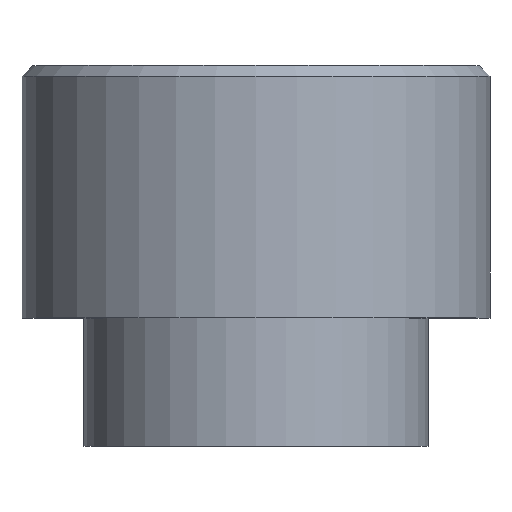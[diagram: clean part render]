
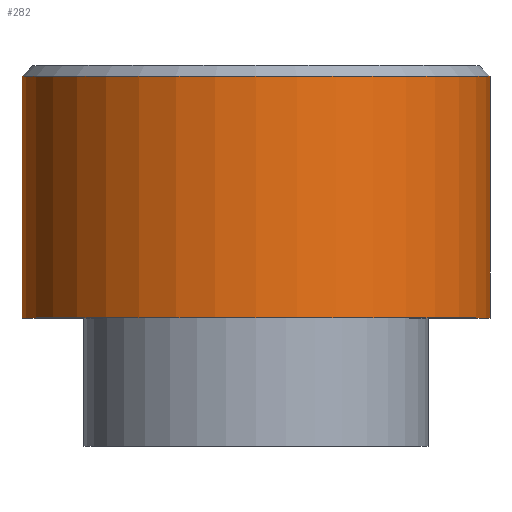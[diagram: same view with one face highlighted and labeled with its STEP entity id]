
A CAD part, top view. The second image highlights one B-rep face of the part: STEP entity #282.
In plain terms, the highlighted cylindrical face has radius 2.781 mm (diameter 5.563 mm), a partial arc.
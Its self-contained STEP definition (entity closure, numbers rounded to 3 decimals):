
#2 = DIRECTION ( 'NONE',  ( -1., 0., 0. ) ) ;
#7 = DIRECTION ( 'NONE',  ( 0., -1., 0. ) ) ;
#21 = CARTESIAN_POINT ( 'NONE',  ( 0., 4.397, 0. ) ) ;
#30 = CARTESIAN_POINT ( 'NONE',  ( 2.781, 4.397, 0. ) ) ;
#54 = ORIENTED_EDGE ( 'NONE', *, *, #922, .T. ) ;
#59 = VERTEX_POINT ( 'NONE', #30 ) ;
#103 = CYLINDRICAL_SURFACE ( 'NONE', #278, 2.781 ) ;
#108 = CARTESIAN_POINT ( 'NONE',  ( 0., 1.524, 0. ) ) ;
#132 = VERTEX_POINT ( 'NONE', #471 ) ;
#269 = DIRECTION ( 'NONE',  ( 1., 0., 0. ) ) ;
#272 = ORIENTED_EDGE ( 'NONE', *, *, #1816, .F. ) ;
#278 = AXIS2_PLACEMENT_3D ( 'NONE', #644, #1465, #935 ) ;
#282 = ADVANCED_FACE ( 'NONE', ( #1419 ), #103, .T. ) ;
#383 = CIRCLE ( 'NONE', #1159, 2.781 ) ;
#394 = EDGE_CURVE ( 'NONE', #59, #464, #726, .T. ) ;
#464 = VERTEX_POINT ( 'NONE', #1239 ) ;
#471 = CARTESIAN_POINT ( 'NONE',  ( -2.781, 1.524, 0. ) ) ;
#483 = LINE ( 'NONE', #1832, #950 ) ;
#644 = CARTESIAN_POINT ( 'NONE',  ( 0., 0., 0. ) ) ;
#726 = CIRCLE ( 'NONE', #1870, 2.781 ) ;
#842 = ORIENTED_EDGE ( 'NONE', *, *, #1698, .F. ) ;
#922 = EDGE_CURVE ( 'NONE', #464, #132, #483, .T. ) ;
#935 = DIRECTION ( 'NONE',  ( 1., 0., 0. ) ) ;
#950 = VECTOR ( 'NONE', #1710, 1000. ) ;
#1159 = AXIS2_PLACEMENT_3D ( 'NONE', #108, #1204, #269 ) ;
#1204 = DIRECTION ( 'NONE',  ( 0., -1., 0. ) ) ;
#1239 = CARTESIAN_POINT ( 'NONE',  ( -2.781, 4.397, 0. ) ) ;
#1295 = ORIENTED_EDGE ( 'NONE', *, *, #394, .T. ) ;
#1411 = CARTESIAN_POINT ( 'NONE',  ( 2.781, 1.524, 0. ) ) ;
#1419 = FACE_OUTER_BOUND ( 'NONE', #1434, .T. ) ;
#1434 = EDGE_LOOP ( 'NONE', ( #1295, #54, #842, #272 ) ) ;
#1465 = DIRECTION ( 'NONE',  ( 0., -1., 0. ) ) ;
#1497 = LINE ( 'NONE', #1712, #1865 ) ;
#1698 = EDGE_CURVE ( 'NONE', #1982, #132, #383, .T. ) ;
#1710 = DIRECTION ( 'NONE',  ( 0., -1., 0. ) ) ;
#1712 = CARTESIAN_POINT ( 'NONE',  ( 2.781, 0., 0. ) ) ;
#1816 = EDGE_CURVE ( 'NONE', #59, #1982, #1497, .T. ) ;
#1832 = CARTESIAN_POINT ( 'NONE',  ( -2.781, 0., 0. ) ) ;
#1865 = VECTOR ( 'NONE', #1869, 1000. ) ;
#1869 = DIRECTION ( 'NONE',  ( 0., -1., 0. ) ) ;
#1870 = AXIS2_PLACEMENT_3D ( 'NONE', #21, #7, #2 ) ;
#1982 = VERTEX_POINT ( 'NONE', #1411 ) ;
